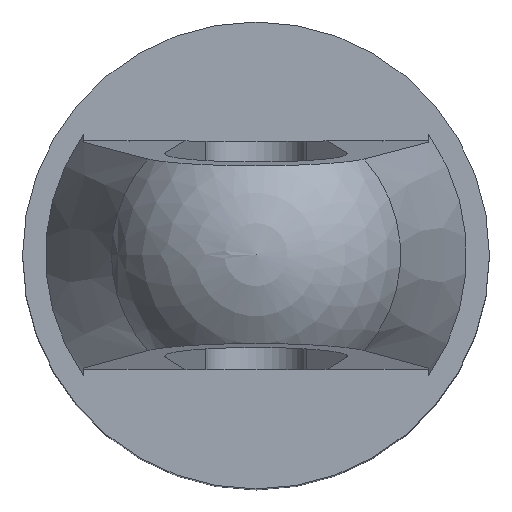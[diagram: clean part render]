
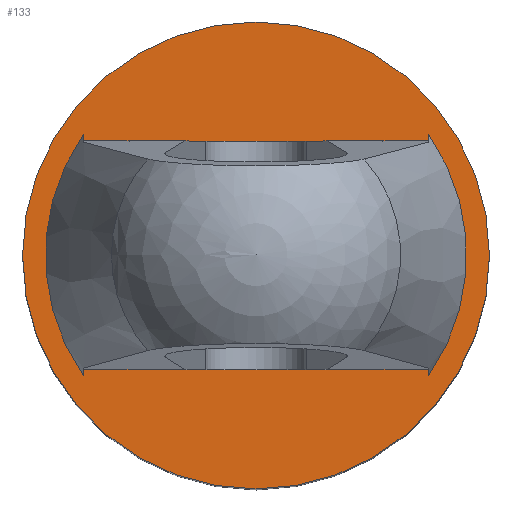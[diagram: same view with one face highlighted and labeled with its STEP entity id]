
A CAD part, top view. The second image highlights one B-rep face of the part: STEP entity #133.
In plain terms, the highlighted planar face has unit normal (0, 0, 1).
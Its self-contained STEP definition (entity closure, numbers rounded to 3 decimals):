
#133 = ADVANCED_FACE( '', ( #274, #275 ), #276, .T. );
#274 = FACE_BOUND( '', #421, .T. );
#275 = FACE_OUTER_BOUND( '', #422, .T. );
#276 = PLANE( '', #423 );
#421 = EDGE_LOOP( '', ( #775, #776, #777, #778, #779, #780 ) );
#422 = EDGE_LOOP( '', ( #781 ) );
#423 = AXIS2_PLACEMENT_3D( '', #782, #783, #784 );
#775 = ORIENTED_EDGE( '', *, *, #988, .T. );
#776 = ORIENTED_EDGE( '', *, *, #1041, .F. );
#777 = ORIENTED_EDGE( '', *, *, #963, .F. );
#778 = ORIENTED_EDGE( '', *, *, #922, .T. );
#779 = ORIENTED_EDGE( '', *, *, #980, .T. );
#780 = ORIENTED_EDGE( '', *, *, #959, .T. );
#781 = ORIENTED_EDGE( '', *, *, #1033, .F. );
#782 = CARTESIAN_POINT( '', ( -1.675, 0., 3. ) );
#783 = DIRECTION( '', ( 0., 0., 1. ) );
#784 = DIRECTION( '', ( 1., 0., 0. ) );
#922 = EDGE_CURVE( '', #1120, #1121, #1122, .T. );
#959 = EDGE_CURVE( '', #1181, #1179, #1182, .T. );
#963 = EDGE_CURVE( '', #1120, #1187, #1188, .T. );
#980 = EDGE_CURVE( '', #1121, #1181, #1213, .T. );
#988 = EDGE_CURVE( '', #1179, #1221, #1223, .T. );
#1033 = EDGE_CURVE( '', #1279, #1279, #1280, .T. );
#1041 = EDGE_CURVE( '', #1187, #1221, #1288, .T. );
#1120 = VERTEX_POINT( '', #1397 );
#1121 = VERTEX_POINT( '', #1398 );
#1122 = CIRCLE( '', #1399, 1.675 );
#1179 = VERTEX_POINT( '', #1489 );
#1181 = VERTEX_POINT( '', #1492 );
#1182 = LINE( '', #1493, #1494 );
#1187 = VERTEX_POINT( '', #1500 );
#1188 = LINE( '', #1501, #1502 );
#1213 = LINE( '', #1540, #1541 );
#1221 = VERTEX_POINT( '', #1550 );
#1223 = CIRCLE( '', #1553, 1.675 );
#1279 = VERTEX_POINT( '', #1638 );
#1280 = CIRCLE( '', #1639, 2.3 );
#1288 = LINE( '', #1651, #1652 );
#1397 = CARTESIAN_POINT( '', ( 1.241, 1.125, 3. ) );
#1398 = CARTESIAN_POINT( '', ( 1.241, -1.125, 3. ) );
#1399 = AXIS2_PLACEMENT_3D( '', #1703, #1704, #1705 );
#1489 = CARTESIAN_POINT( '', ( -1.241, -1.125, 3. ) );
#1492 = CARTESIAN_POINT( '', ( 0., -1.125, 3. ) );
#1493 = CARTESIAN_POINT( '', ( 1.7, -1.125, 3. ) );
#1494 = VECTOR( '', #1746, 1000. );
#1500 = CARTESIAN_POINT( '', ( 0., 1.125, 3. ) );
#1501 = CARTESIAN_POINT( '', ( 1.7, 1.125, 3. ) );
#1502 = VECTOR( '', #1751, 1000. );
#1540 = CARTESIAN_POINT( '', ( 1.7, -1.125, 3. ) );
#1541 = VECTOR( '', #1768, 1000. );
#1550 = CARTESIAN_POINT( '', ( -1.241, 1.125, 3. ) );
#1553 = AXIS2_PLACEMENT_3D( '', #1780, #1781, #1782 );
#1638 = CARTESIAN_POINT( '', ( -2.3, 0., 3. ) );
#1639 = AXIS2_PLACEMENT_3D( '', #1830, #1831, #1832 );
#1651 = CARTESIAN_POINT( '', ( 1.7, 1.125, 3. ) );
#1652 = VECTOR( '', #1837, 1000. );
#1703 = CARTESIAN_POINT( '', ( 0., 0., 3. ) );
#1704 = DIRECTION( '', ( 0., 0., -1. ) );
#1705 = DIRECTION( '', ( -1., 0., 0. ) );
#1746 = DIRECTION( '', ( -1., 0., 0. ) );
#1751 = DIRECTION( '', ( -1., 0., 0. ) );
#1768 = DIRECTION( '', ( -1., 0., 0. ) );
#1780 = CARTESIAN_POINT( '', ( 0., 0., 3. ) );
#1781 = DIRECTION( '', ( 0., 0., -1. ) );
#1782 = DIRECTION( '', ( -1., 0., 0. ) );
#1830 = CARTESIAN_POINT( '', ( 0., 0., 3. ) );
#1831 = DIRECTION( '', ( 0., 0., -1. ) );
#1832 = DIRECTION( '', ( -1., 0., 0. ) );
#1837 = DIRECTION( '', ( -1., 0., 0. ) );
